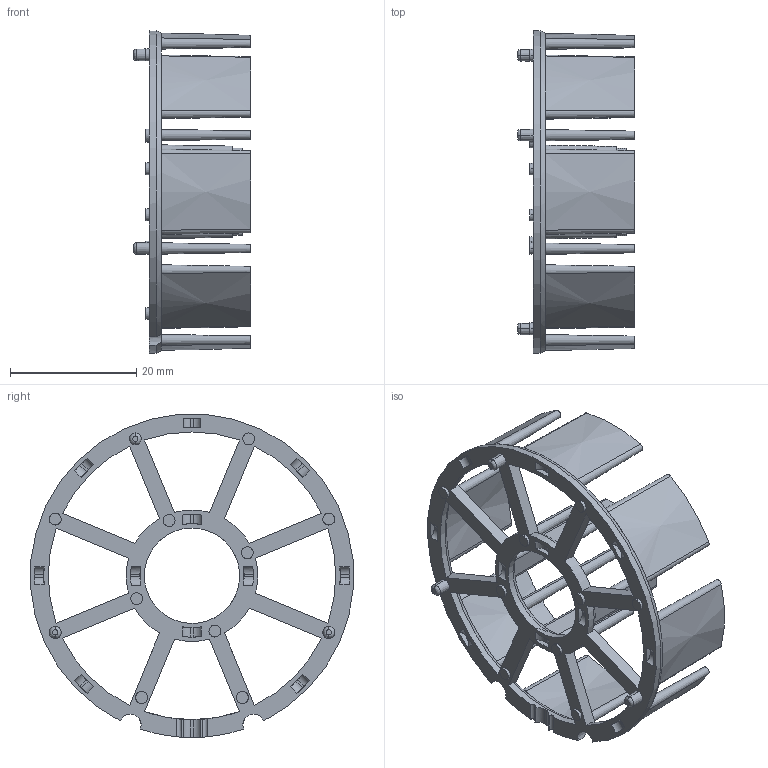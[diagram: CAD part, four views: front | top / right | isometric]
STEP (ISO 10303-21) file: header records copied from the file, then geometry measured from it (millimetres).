
FILE_DESCRIPTION((''),'2;1');
FILE_NAME('P_GUIDE-ONDE','2011-02-14T',('Michael'),('EPFL'),'PRO/ENGINEER BY PARAMETRIC TECHNOLOGY CORPORATION, 2008490','PRO/ENGINEER BY PARAMETRIC TECHNOLOGY CORPORATION, 2008490','');
FILE_SCHEMA(('AUTOMOTIVE_DESIGN_CC2 { 1 2 10303 214 -1 1 5 2 }'));
Length unit declared in the file: millimetre
Products named in the file (1): P_GUIDE-ONDE
Bounding box: 18.6 x 51.23 x 51.25 mm (x, y, z)
Volume: 4308.1 mm3; surface area: 6838.3 mm2
Topology: 1 solids, 1 shells, 244 faces, 596 edges, 396 vertices
Faces by surface type: cone 140, plane 72, cylinder 26, bspline 6
Entity records: 9568 total; most frequent: CARTESIAN_POINT 1926, DIRECTION 1240, ORIENTED_EDGE 1192, PRESENTATION_STYLE_ASSIGNMENT 597, STYLED_ITEM 597, CURVE_STYLE 596, EDGE_CURVE 596, AXIS2_PLACEMENT_3D 524
